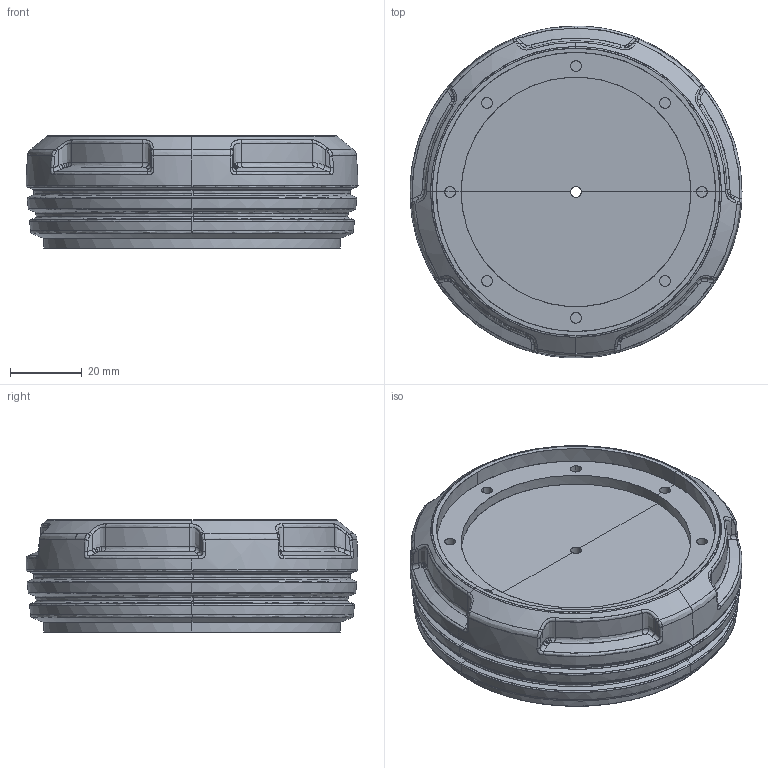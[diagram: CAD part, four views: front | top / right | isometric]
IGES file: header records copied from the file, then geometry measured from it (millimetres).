
Start section: Autodesk Alias AutoStudio 2022 (Build: 202109231231-ce0b36f62e7) Autodesk Translation Framework 10.12.1.1446
Global section: file name: bouchon_de_reservoir02; native system: unknown; preprocessor: unknown; author: unknown; organization: unknown; date: 20230117.082304; units: centimetre
Bounding box: 92.82 x 92.82 x 31.35 mm (x, y, z)
Surface area: 60421.3 mm2 (no closed solid volume)
Topology: 0 solids, 17 shells, 347 faces, 2098 edges, 2091 vertices
Faces by surface type: bspline 347
